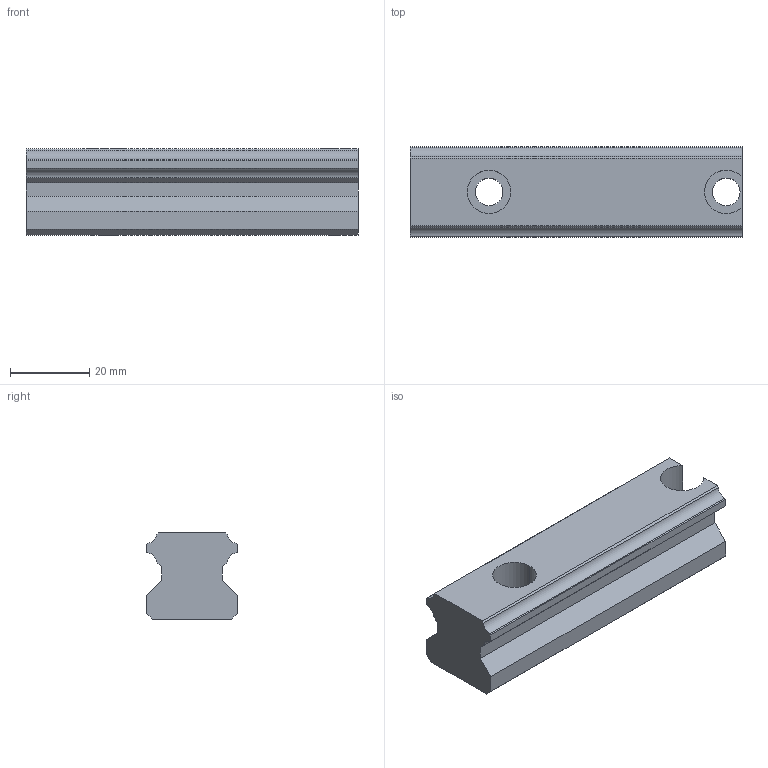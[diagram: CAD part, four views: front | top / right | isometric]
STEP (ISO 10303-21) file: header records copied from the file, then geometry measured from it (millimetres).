
FILE_DESCRIPTION(('starvars output'),'2;1');
FILE_NAME('cv20170705023425000001151.stp','02:34:25 2017/07/05',( 'Thomas Industrial Network Germany GmbH'),( 'Thomas Industrial Network Germany GmbH'),'unknown preprocess','ACIS' ,'unknown authorization');
FILE_SCHEMA(('CONFIG_CONTROL_DESIGN {UNKNOWN IMPLEMENTATION LEVEL}'));
Length unit declared in the file: millimetre
Products named in the file (1): PRODUCT_ID_1
Bounding box: 84 x 23 x 21.9 mm (x, y, z)
Volume: 33714.2 mm3; surface area: 9461.2 mm2
Topology: 1 solids, 1 shells, 36 faces, 99 edges, 66 vertices
Faces by surface type: plane 24, cylinder 12
Entity records: 1176 total; most frequent: ORIENTED_EDGE 198, CARTESIAN_POINT 188, DIRECTION 170, EDGE_CURVE 99, VECTOR 74, LINE 74, VERTEX_POINT 66, AXIS2_PLACEMENT_3D 48
